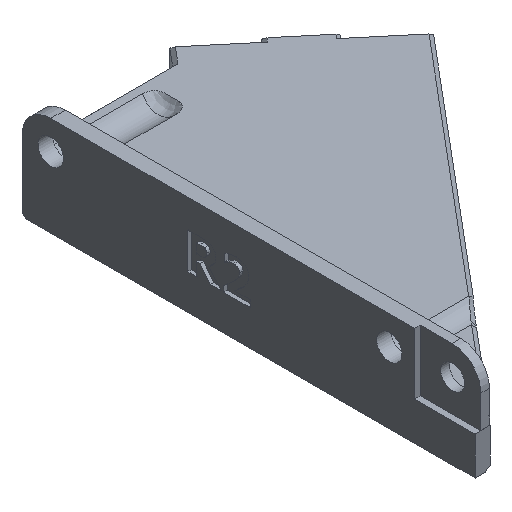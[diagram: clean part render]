
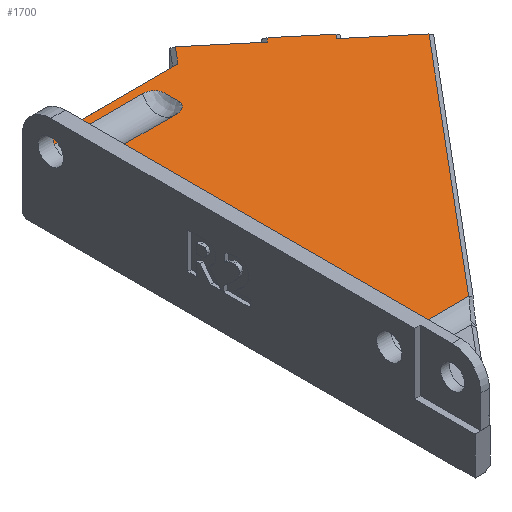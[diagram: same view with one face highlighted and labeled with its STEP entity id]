
A CAD part, isometric view. The second image highlights one B-rep face of the part: STEP entity #1700.
In plain terms, the highlighted planar face has unit normal (0, 0, 1).
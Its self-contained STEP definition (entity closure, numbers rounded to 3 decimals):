
#81=FACE_OUTER_BOUND('',#177,.T.);
#177=EDGE_LOOP('',(#1170,#1171,#1172,#1173,#1174,#1175,#1176,#1177,#1178,
#1179,#1180,#1181,#1182,#1183,#1184,#1185));
#278=B_SPLINE_CURVE_WITH_KNOTS('',3,(#2434,#2435,#2436,#2437,#2438,#2439,
#2440,#2441,#2442,#2443,#2444,#2445,#2446,#2447,#2448,#2449),
 .UNSPECIFIED.,.F.,.F.,(4,2,2,2,2,2,2,4),(-0.001,0.,0.005,
0.024,0.05,0.101,0.164,
0.232),.UNSPECIFIED.);
#279=B_SPLINE_CURVE_WITH_KNOTS('',3,(#2453,#2454,#2455,#2456,#2457,#2458,
#2459,#2460,#2461,#2462,#2463,#2464,#2465,#2466,#2467,#2468),
 .UNSPECIFIED.,.F.,.F.,(4,2,2,2,2,2,2,4),(0.,0.069,0.133,
0.185,0.212,0.23,0.236,0.236),
 .UNSPECIFIED.);
#337=LINE('',#2386,#532);
#341=LINE('',#2416,#536);
#342=LINE('',#2418,#537);
#343=LINE('',#2420,#538);
#344=LINE('',#2422,#539);
#345=LINE('',#2424,#540);
#346=LINE('',#2426,#541);
#347=LINE('',#2428,#542);
#348=LINE('',#2430,#543);
#349=LINE('',#2432,#544);
#350=LINE('',#2451,#545);
#351=LINE('',#2470,#546);
#352=LINE('',#2472,#547);
#353=LINE('',#2473,#548);
#532=VECTOR('',#1947,10.);
#536=VECTOR('',#1957,10.);
#537=VECTOR('',#1958,10.);
#538=VECTOR('',#1959,10.);
#539=VECTOR('',#1960,10.);
#540=VECTOR('',#1961,10.);
#541=VECTOR('',#1962,10.);
#542=VECTOR('',#1963,10.);
#543=VECTOR('',#1964,10.);
#544=VECTOR('',#1965,10.);
#545=VECTOR('',#1966,10.);
#546=VECTOR('',#1967,10.);
#547=VECTOR('',#1968,10.);
#548=VECTOR('',#1969,10.);
#727=VERTEX_POINT('',#2383);
#728=VERTEX_POINT('',#2385);
#731=VERTEX_POINT('',#2415);
#732=VERTEX_POINT('',#2417);
#733=VERTEX_POINT('',#2419);
#734=VERTEX_POINT('',#2421);
#735=VERTEX_POINT('',#2423);
#736=VERTEX_POINT('',#2425);
#737=VERTEX_POINT('',#2427);
#738=VERTEX_POINT('',#2429);
#739=VERTEX_POINT('',#2431);
#740=VERTEX_POINT('',#2433);
#741=VERTEX_POINT('',#2450);
#742=VERTEX_POINT('',#2452);
#743=VERTEX_POINT('',#2469);
#744=VERTEX_POINT('',#2471);
#897=EDGE_CURVE('',#727,#728,#337,.T.);
#903=EDGE_CURVE('',#731,#727,#341,.T.);
#904=EDGE_CURVE('',#732,#731,#342,.T.);
#905=EDGE_CURVE('',#733,#732,#343,.T.);
#906=EDGE_CURVE('',#734,#733,#344,.T.);
#907=EDGE_CURVE('',#735,#734,#345,.T.);
#908=EDGE_CURVE('',#736,#735,#346,.T.);
#909=EDGE_CURVE('',#737,#736,#347,.T.);
#910=EDGE_CURVE('',#738,#737,#348,.T.);
#911=EDGE_CURVE('',#738,#739,#349,.T.);
#912=EDGE_CURVE('',#740,#739,#278,.T.);
#913=EDGE_CURVE('',#740,#741,#350,.T.);
#914=EDGE_CURVE('',#741,#742,#279,.F.);
#915=EDGE_CURVE('',#742,#743,#351,.T.);
#916=EDGE_CURVE('',#744,#743,#352,.T.);
#917=EDGE_CURVE('',#744,#728,#353,.T.);
#1170=ORIENTED_EDGE('',*,*,#897,.F.);
#1171=ORIENTED_EDGE('',*,*,#903,.F.);
#1172=ORIENTED_EDGE('',*,*,#904,.F.);
#1173=ORIENTED_EDGE('',*,*,#905,.F.);
#1174=ORIENTED_EDGE('',*,*,#906,.F.);
#1175=ORIENTED_EDGE('',*,*,#907,.F.);
#1176=ORIENTED_EDGE('',*,*,#908,.F.);
#1177=ORIENTED_EDGE('',*,*,#909,.F.);
#1178=ORIENTED_EDGE('',*,*,#910,.F.);
#1179=ORIENTED_EDGE('',*,*,#911,.T.);
#1180=ORIENTED_EDGE('',*,*,#912,.F.);
#1181=ORIENTED_EDGE('',*,*,#913,.T.);
#1182=ORIENTED_EDGE('',*,*,#914,.T.);
#1183=ORIENTED_EDGE('',*,*,#915,.T.);
#1184=ORIENTED_EDGE('',*,*,#916,.F.);
#1185=ORIENTED_EDGE('',*,*,#917,.T.);
#1629=PLANE('',#1820);
#1700=ADVANCED_FACE('',(#81),#1629,.T.);
#1820=AXIS2_PLACEMENT_3D('',#2414,#1955,#1956);
#1947=DIRECTION('',(-0.643,-0.766,0.));
#1955=DIRECTION('center_axis',(0.,0.,1.));
#1956=DIRECTION('ref_axis',(1.,0.,0.));
#1957=DIRECTION('',(0.766,-0.643,0.));
#1958=DIRECTION('',(-0.643,-0.766,0.));
#1959=DIRECTION('',(0.766,-0.643,0.));
#1960=DIRECTION('',(0.643,0.766,0.));
#1961=DIRECTION('',(0.766,-0.643,0.));
#1962=DIRECTION('',(0.643,0.766,0.));
#1963=DIRECTION('',(1.,0.,0.));
#1964=DIRECTION('',(0.,1.,0.));
#1965=DIRECTION('',(1.,0.,0.));
#1966=DIRECTION('',(0.,-1.,0.));
#1967=DIRECTION('',(-1.,0.,0.));
#1968=DIRECTION('',(0.,1.,0.));
#1969=DIRECTION('',(1.,0.,0.));
#2383=CARTESIAN_POINT('',(111.504,17.194,8.));
#2385=CARTESIAN_POINT('',(82.727,-17.1,8.));
#2386=CARTESIAN_POINT('',(92.071,-5.965,8.));
#2414=CARTESIAN_POINT('Origin',(85.343,9.314,8.));
#2415=CARTESIAN_POINT('',(104.533,23.044,8.));
#2416=CARTESIAN_POINT('',(105.959,21.847,8.));
#2417=CARTESIAN_POINT('',(105.015,23.618,8.));
#2418=CARTESIAN_POINT('',(97.349,14.482,8.));
#2419=CARTESIAN_POINT('',(99.806,27.989,8.));
#2420=CARTESIAN_POINT('',(101.462,26.599,8.));
#2421=CARTESIAN_POINT('',(99.324,27.415,8.));
#2422=CARTESIAN_POINT('',(92.14,18.853,8.));
#2423=CARTESIAN_POINT('',(92.353,33.264,8.));
#2424=CARTESIAN_POINT('',(105.959,21.847,8.));
#2425=CARTESIAN_POINT('',(90.453,31.,8.));
#2426=CARTESIAN_POINT('',(85.169,24.703,8.));
#2427=CARTESIAN_POINT('',(71.3,31.,8.));
#2428=CARTESIAN_POINT('',(77.321,31.,8.));
#2429=CARTESIAN_POINT('',(71.3,29.9,8.));
#2430=CARTESIAN_POINT('',(71.3,6.657,8.));
#2431=CARTESIAN_POINT('',(84.437,29.9,8.));
#2432=CARTESIAN_POINT('',(71.3,29.9,8.));
#2433=CARTESIAN_POINT('',(86.037,28.5,8.));
#2434=CARTESIAN_POINT('Ctrl Pts',(86.037,28.5,8.));
#2435=CARTESIAN_POINT('Ctrl Pts',(86.037,28.502,8.));
#2436=CARTESIAN_POINT('Ctrl Pts',(86.037,28.504,8.));
#2437=CARTESIAN_POINT('Ctrl Pts',(86.037,28.523,8.));
#2438=CARTESIAN_POINT('Ctrl Pts',(86.037,28.54,8.));
#2439=CARTESIAN_POINT('Ctrl Pts',(86.032,28.619,8.));
#2440=CARTESIAN_POINT('Ctrl Pts',(86.023,28.681,8.));
#2441=CARTESIAN_POINT('Ctrl Pts',(85.989,28.829,8.));
#2442=CARTESIAN_POINT('Ctrl Pts',(85.96,28.914,8.));
#2443=CARTESIAN_POINT('Ctrl Pts',(85.852,29.15,8.));
#2444=CARTESIAN_POINT('Ctrl Pts',(85.752,29.292,8.));
#2445=CARTESIAN_POINT('Ctrl Pts',(85.483,29.565,8.));
#2446=CARTESIAN_POINT('Ctrl Pts',(85.304,29.684,8.));
#2447=CARTESIAN_POINT('Ctrl Pts',(84.896,29.856,8.));
#2448=CARTESIAN_POINT('Ctrl Pts',(84.668,29.9,8.));
#2449=CARTESIAN_POINT('Ctrl Pts',(84.437,29.9,8.));
#2450=CARTESIAN_POINT('',(86.037,26.5,8.));
#2451=CARTESIAN_POINT('',(86.037,18.407,8.));
#2452=CARTESIAN_POINT('',(84.437,25.1,8.));
#2453=CARTESIAN_POINT('Ctrl Pts',(84.437,25.1,8.));
#2454=CARTESIAN_POINT('Ctrl Pts',(84.668,25.1,8.));
#2455=CARTESIAN_POINT('Ctrl Pts',(84.896,25.144,8.));
#2456=CARTESIAN_POINT('Ctrl Pts',(85.304,25.316,8.));
#2457=CARTESIAN_POINT('Ctrl Pts',(85.483,25.435,8.));
#2458=CARTESIAN_POINT('Ctrl Pts',(85.752,25.708,8.));
#2459=CARTESIAN_POINT('Ctrl Pts',(85.852,25.85,8.));
#2460=CARTESIAN_POINT('Ctrl Pts',(85.96,26.087,8.));
#2461=CARTESIAN_POINT('Ctrl Pts',(85.989,26.171,8.));
#2462=CARTESIAN_POINT('Ctrl Pts',(86.023,26.319,8.));
#2463=CARTESIAN_POINT('Ctrl Pts',(86.032,26.381,8.));
#2464=CARTESIAN_POINT('Ctrl Pts',(86.037,26.46,8.));
#2465=CARTESIAN_POINT('Ctrl Pts',(86.037,26.477,8.));
#2466=CARTESIAN_POINT('Ctrl Pts',(86.037,26.496,8.));
#2467=CARTESIAN_POINT('Ctrl Pts',(86.037,26.498,8.));
#2468=CARTESIAN_POINT('Ctrl Pts',(86.037,26.5,8.));
#2469=CARTESIAN_POINT('',(75.8,25.1,8.));
#2470=CARTESIAN_POINT('',(71.3,25.1,8.));
#2471=CARTESIAN_POINT('',(75.8,-17.1,8.));
#2472=CARTESIAN_POINT('',(75.8,6.657,8.));
#2473=CARTESIAN_POINT('',(71.3,-17.1,8.));
